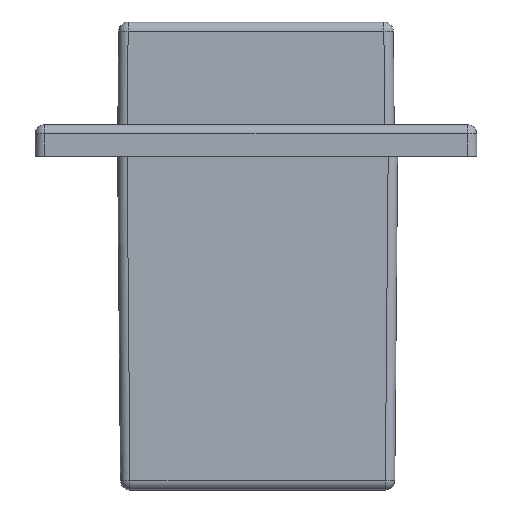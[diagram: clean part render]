
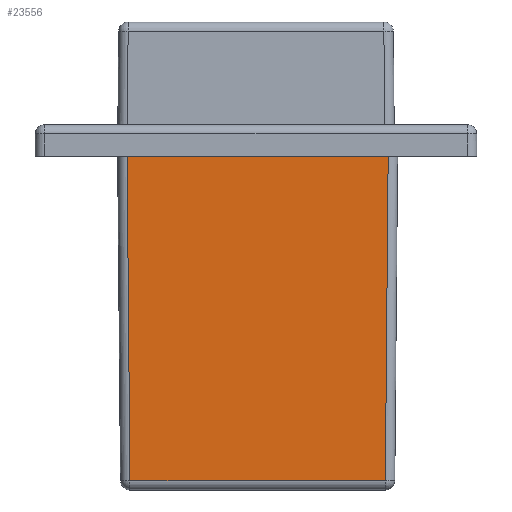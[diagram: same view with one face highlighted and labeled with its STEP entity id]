
A CAD part, left-side view. The second image highlights one B-rep face of the part: STEP entity #23556.
In plain terms, the highlighted planar face has unit normal (-1, 0, -0.009).
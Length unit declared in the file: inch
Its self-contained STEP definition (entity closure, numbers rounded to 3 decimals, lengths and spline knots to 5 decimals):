
#166 = EDGE_CURVE ( 'NONE', #18572, #3953, #3033, .T. ) ;
#1132 = ORIENTED_EDGE ( 'NONE', *, *, #56343, .F. ) ;
#3033 = LINE ( 'NONE', #11160, #25049 ) ;
#3953 = VERTEX_POINT ( 'NONE', #5490 ) ;
#5490 = CARTESIAN_POINT ( 'NONE',  ( -0.3287, -0.41366, 0.98819 ) ) ;
#6757 = DIRECTION ( 'NONE',  ( -0.009, -0.009, 1. ) ) ;
#7889 = DIRECTION ( 'NONE',  ( 0., -1., 0. ) ) ;
#8550 = DIRECTION ( 'NONE',  ( -0.009, 0., 1. ) ) ;
#10000 = AXIS2_PLACEMENT_3D ( 'NONE', #47906, #39110, #8550 ) ;
#10010 = VECTOR ( 'NONE', #14529, 39.37008 ) ;
#10287 = CARTESIAN_POINT ( 'NONE',  ( -0.3287, 0.43504, 0.98819 ) ) ;
#10316 = ORIENTED_EDGE ( 'NONE', *, *, #29948, .T. ) ;
#11160 = CARTESIAN_POINT ( 'NONE',  ( -0.3287, -0.41367, 0.98845 ) ) ;
#11399 = LINE ( 'NONE', #10287, #10010 ) ;
#14328 = ORIENTED_EDGE ( 'NONE', *, *, #166, .T. ) ;
#14529 = DIRECTION ( 'NONE',  ( 0., -1., 0. ) ) ;
#18572 = VERTEX_POINT ( 'NONE', #56076 ) ;
#23556 = ADVANCED_FACE ( 'NONE', ( #45461 ), #56781, .T. ) ;
#24206 = VECTOR ( 'NONE', #7889, 39.37008 ) ;
#25049 = VECTOR ( 'NONE', #6757, 39.37008 ) ;
#26871 = CARTESIAN_POINT ( 'NONE',  ( -0.3287, 0.41366, 0.98819 ) ) ;
#29676 = ORIENTED_EDGE ( 'NONE', *, *, #37176, .T. ) ;
#29948 = EDGE_CURVE ( 'NONE', #50637, #18572, #35851, .T. ) ;
#30544 = DIRECTION ( 'NONE',  ( 0.009, -0.009, -1. ) ) ;
#32886 = LINE ( 'NONE', #52424, #44498 ) ;
#35851 = LINE ( 'NONE', #38449, #24206 ) ;
#37176 = EDGE_CURVE ( 'NONE', #49290, #50637, #32886, .T. ) ;
#38449 = CARTESIAN_POINT ( 'NONE',  ( -0.31973, -0.43443, -0.04034 ) ) ;
#39110 = DIRECTION ( 'NONE',  ( -1., 0., -0.009 ) ) ;
#39735 = CARTESIAN_POINT ( 'NONE',  ( -0.31973, 0.40469, -0.04034 ) ) ;
#40179 = EDGE_LOOP ( 'NONE', ( #10316, #14328, #1132, #29676 ) ) ;
#44498 = VECTOR ( 'NONE', #30544, 39.37008 ) ;
#45461 = FACE_OUTER_BOUND ( 'NONE', #40179, .T. ) ;
#47906 = CARTESIAN_POINT ( 'NONE',  ( -0.32008, 0.43504, 0. ) ) ;
#49290 = VERTEX_POINT ( 'NONE', #26871 ) ;
#50637 = VERTEX_POINT ( 'NONE', #39735 ) ;
#52424 = CARTESIAN_POINT ( 'NONE',  ( -0.32008, 0.40504, 0.00026 ) ) ;
#56076 = CARTESIAN_POINT ( 'NONE',  ( -0.31973, -0.40469, -0.04034 ) ) ;
#56343 = EDGE_CURVE ( '??45', #49290, #3953, #11399, .T. ) ;
#56781 = PLANE ( 'NONE',  #10000 ) ;
